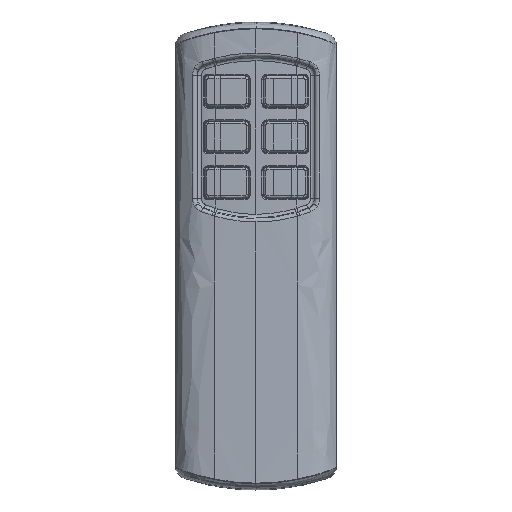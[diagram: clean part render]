
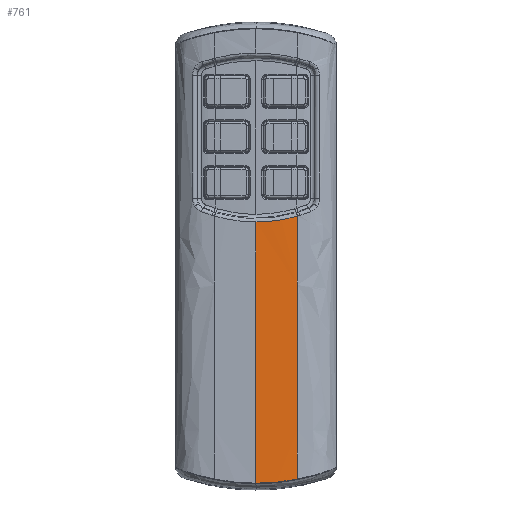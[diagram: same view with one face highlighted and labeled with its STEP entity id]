
A CAD part, top view. The second image highlights one B-rep face of the part: STEP entity #761.
In plain terms, the highlighted cylindrical face has radius 183.645 mm (diameter 367.29 mm), a partial arc.
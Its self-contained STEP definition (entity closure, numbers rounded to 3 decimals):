
#367 = EDGE_LOOP ( 'NONE', ( #25209, #25210, #25211, #25212, #25207, #25206, #25205 ) ) ;
#761 = ADVANCED_FACE ( 'NONE', ( #20425 ), #20423, .T. ) ;
#2604 = DIRECTION ( 'NONE',  ( 0., 0., 1. ) ) ;
#2605 = DIRECTION ( 'NONE',  ( 0., 1., 0. ) ) ;
#2629 = CARTESIAN_POINT ( 'NONE',  ( 0., 70., -176.762 ) ) ;
#2908 = CARTESIAN_POINT ( 'NONE',  ( 11.307, -61.095, 6.535 ) ) ;
#3099 = CARTESIAN_POINT ( 'NONE',  ( 0., -62.185, 6.884 ) ) ;
#3188 = CARTESIAN_POINT ( 'NONE',  ( 0., 9.25, 6.884 ) ) ;
#3273 = CARTESIAN_POINT ( 'NONE',  ( 11.308, -1.713, 6.535 ) ) ;
#3285 = CARTESIAN_POINT ( 'NONE',  ( 11.308, 4.574, 6.535 ) ) ;
#3286 = CARTESIAN_POINT ( 'NONE',  ( 11.307, -56.597, 6.535 ) ) ;
#3289 = CARTESIAN_POINT ( 'NONE',  ( 11.308, -8., 6.535 ) ) ;
#3290 = CARTESIAN_POINT ( 'NONE',  ( 11.309, 10.861, 6.535 ) ) ;
#3291 = CARTESIAN_POINT ( 'NONE',  ( 11.307, -61.095, 6.535 ) ) ;
#3293 = CARTESIAN_POINT ( 'NONE',  ( 11.308, -52.098, 6.535 ) ) ;
#3294 = CARTESIAN_POINT ( 'NONE',  ( 11.308, -47.6, 6.535 ) ) ;
#4428 = CARTESIAN_POINT ( 'NONE',  ( 0., -62.185, 6.884 ) ) ;
#4430 = CARTESIAN_POINT ( 'NONE',  ( 0.001, -62.185, 6.884 ) ) ;
#4453 = CARTESIAN_POINT ( 'NONE',  ( 0.003, -62.185, 6.884 ) ) ;
#4515 = B_SPLINE_CURVE_WITH_KNOTS ( 'NONE', 3,
 ( #4428, #4430, #4453, #5104 ),
 .UNSPECIFIED., .F., .F.,
 ( 4, 4 ),
 ( 1., 1. ),
 .UNSPECIFIED. ) ;
#4646 = B_SPLINE_CURVE_WITH_KNOTS ( 'NONE', 3,
 ( #7488, #7491, #7543, #7545, #7547, #7548, #7549, #7550, #7551, #7553, #7555, #7557, #7559, #7561, #7563, #7565, #7567, #7569, #7571 ),
 .UNSPECIFIED., .F., .F.,
 ( 4, 1, 1, 1, 2, 2, 2, 2, 2, 2, 4 ),
 ( 0., 0.25, 0.375, 0.437, 0.469, 0.5, 0.625, 0.75, 0.812, 0.875, 1. ),
 .UNSPECIFIED. ) ;
#4660 = B_SPLINE_CURVE_WITH_KNOTS ( 'NONE', 3,
 ( #8150, #8149, #8160, #8161, #8162, #8163, #8164, #8165, #8166, #8167, #8168, #8169, #8170, #8171, #8172, #8173, #8174, #8175, #8176, #8177, #8178, #8179, #8180 ),
 .UNSPECIFIED., .F., .F.,
 ( 4, 1, 1, 1, 1, 1, 1, 2, 2, 1, 1, 1, 1, 1, 2, 2, 4 ),
 ( 0., 0.127, 0.191, 0.222, 0.238, 0.246, 0.248, 0.249, 0.25, 0.254, 0.381, 0.445, 0.476, 0.492, 0.496, 0.5, 0.508 ),
 .UNSPECIFIED. ) ;
#5104 = CARTESIAN_POINT ( 'NONE',  ( 0.004, -62.185, 6.884 ) ) ;
#5992 = CARTESIAN_POINT ( 'NONE',  ( 11.308, 3.394, 6.535 ) ) ;
#5995 = DIRECTION ( 'NONE',  ( 0., -1., 0. ) ) ;
#7488 = CARTESIAN_POINT ( 'NONE',  ( 0.004, -62.185, 6.884 ) ) ;
#7491 = CARTESIAN_POINT ( 'NONE',  ( 0.955, -62.187, 6.884 ) ) ;
#7543 = CARTESIAN_POINT ( 'NONE',  ( 2.378, -62.154, 6.872 ) ) ;
#7545 = CARTESIAN_POINT ( 'NONE',  ( 4.034, -62.055, 6.84 ) ) ;
#7547 = CARTESIAN_POINT ( 'NONE',  ( 4.86, -61.991, 6.82 ) ) ;
#7548 = CARTESIAN_POINT ( 'NONE',  ( 5.214, -61.96, 6.81 ) ) ;
#7549 = CARTESIAN_POINT ( 'NONE',  ( 5.45, -61.938, 6.803 ) ) ;
#7550 = CARTESIAN_POINT ( 'NONE',  ( 5.569, -61.927, 6.799 ) ) ;
#7551 = CARTESIAN_POINT ( 'NONE',  ( 6.149, -61.871, 6.781 ) ) ;
#7553 = CARTESIAN_POINT ( 'NONE',  ( 6.617, -61.82, 6.765 ) ) ;
#7555 = CARTESIAN_POINT ( 'NONE',  ( 7.557, -61.706, 6.729 ) ) ;
#7557 = CARTESIAN_POINT ( 'NONE',  ( 8.028, -61.643, 6.709 ) ) ;
#7559 = CARTESIAN_POINT ( 'NONE',  ( 8.746, -61.539, 6.675 ) ) ;
#7561 = CARTESIAN_POINT ( 'NONE',  ( 8.982, -61.503, 6.664 ) ) ;
#7563 = CARTESIAN_POINT ( 'NONE',  ( 9.448, -61.43, 6.641 ) ) ;
#7565 = CARTESIAN_POINT ( 'NONE',  ( 9.676, -61.393, 6.629 ) ) ;
#7567 = CARTESIAN_POINT ( 'NONE',  ( 10.363, -61.276, 6.592 ) ) ;
#7569 = CARTESIAN_POINT ( 'NONE',  ( 10.83, -61.189, 6.565 ) ) ;
#7571 = CARTESIAN_POINT ( 'NONE',  ( 11.307, -61.095, 6.535 ) ) ;
#8024 = CARTESIAN_POINT ( 'NONE',  ( 0., 70., 6.884 ) ) ;
#8027 = DIRECTION ( 'NONE',  ( 0., 1., 0. ) ) ;
#8149 = CARTESIAN_POINT ( 'NONE',  ( 10.512, 10.629, 6.584 ) ) ;
#8150 = CARTESIAN_POINT ( 'NONE',  ( 11.309, 10.861, 6.535 ) ) ;
#8160 = CARTESIAN_POINT ( 'NONE',  ( 9.309, 10.319, 6.651 ) ) ;
#8161 = CARTESIAN_POINT ( 'NONE',  ( 7.891, 10.022, 6.715 ) ) ;
#8162 = CARTESIAN_POINT ( 'NONE',  ( 7.178, 9.89, 6.743 ) ) ;
#8163 = CARTESIAN_POINT ( 'NONE',  ( 6.821, 9.828, 6.757 ) ) ;
#8164 = CARTESIAN_POINT ( 'NONE',  ( 6.655, 9.801, 6.763 ) ) ;
#8165 = CARTESIAN_POINT ( 'NONE',  ( 6.584, 9.789, 6.766 ) ) ;
#8166 = CARTESIAN_POINT ( 'NONE',  ( 6.565, 9.786, 6.766 ) ) ;
#8167 = CARTESIAN_POINT ( 'NONE',  ( 6.552, 9.784, 6.767 ) ) ;
#8168 = CARTESIAN_POINT ( 'NONE',  ( 6.547, 9.783, 6.767 ) ) ;
#8169 = CARTESIAN_POINT ( 'NONE',  ( 6.506, 9.776, 6.768 ) ) ;
#8170 = CARTESIAN_POINT ( 'NONE',  ( 5.409, 9.598, 6.807 ) ) ;
#8171 = CARTESIAN_POINT ( 'NONE',  ( 3.774, 9.401, 6.85 ) ) ;
#8172 = CARTESIAN_POINT ( 'NONE',  ( 1.896, 9.288, 6.875 ) ) ;
#8173 = CARTESIAN_POINT ( 'NONE',  ( 0.955, 9.26, 6.881 ) ) ;
#8174 = CARTESIAN_POINT ( 'NONE',  ( 0.517, 9.253, 6.883 ) ) ;
#8175 = CARTESIAN_POINT ( 'NONE',  ( 0.349, 9.252, 6.883 ) ) ;
#8176 = CARTESIAN_POINT ( 'NONE',  ( 0.282, 9.251, 6.883 ) ) ;
#8177 = CARTESIAN_POINT ( 'NONE',  ( 0.25, 9.251, 6.883 ) ) ;
#8178 = CARTESIAN_POINT ( 'NONE',  ( 0.143, 9.25, 6.884 ) ) ;
#8179 = CARTESIAN_POINT ( 'NONE',  ( 0.07, 9.25, 6.884 ) ) ;
#8180 = CARTESIAN_POINT ( 'NONE',  ( 0., 9.25, 6.884 ) ) ;
#11351 = B_SPLINE_CURVE_WITH_KNOTS ( 'NONE', 3,
 ( #3289, #3273, #3285, #3290 ),
 .UNSPECIFIED., .F., .F.,
 ( 4, 4 ),
 ( 0., 1.461 ),
 .UNSPECIFIED. ) ;
#11352 = B_SPLINE_CURVE_WITH_KNOTS ( 'NONE', 3,
 ( #3291, #3286, #3293, #3294 ),
 .UNSPECIFIED., .F., .F.,
 ( 4, 4 ),
 ( 0., 1. ),
 .UNSPECIFIED. ) ;
#12849 = VERTEX_POINT ( 'NONE', #2908 ) ;
#13573 = CARTESIAN_POINT ( 'NONE',  ( 11.308, -8., 6.535 ) ) ;
#14843 = LINE ( 'NONE', #8024, #14849 ) ;
#14849 = VECTOR ( 'NONE', #8027, 1000. ) ;
#16316 = VERTEX_POINT ( 'NONE', #3099 ) ;
#16566 = VERTEX_POINT ( 'NONE', #3188 ) ;
#19349 = CARTESIAN_POINT ( 'NONE',  ( 11.308, -47.6, 6.535 ) ) ;
#19383 = CARTESIAN_POINT ( 'NONE',  ( 11.309, 10.861, 6.535 ) ) ;
#19421 = CARTESIAN_POINT ( 'NONE',  ( 0.004, -62.185, 6.884 ) ) ;
#19904 = EDGE_CURVE ( 'NONE', #23893, #26716, #11351, .T. ) ;
#19905 = EDGE_CURVE ( 'NONE', #12849, #26680, #11352, .T. ) ;
#20066 = EDGE_CURVE ( 'NONE', #16316, #26846, #4515, .T. ) ;
#20218 = EDGE_CURVE ( 'NONE', #23893, #26680, #26309, .T. ) ;
#20291 = EDGE_CURVE ( 'NONE', #26846, #12849, #4646, .T. ) ;
#20308 = EDGE_CURVE ( 'NONE', #26716, #16566, #4660, .T. ) ;
#20423 = CYLINDRICAL_SURFACE ( 'NONE', #22783, 183.645 ) ;
#20425 = FACE_OUTER_BOUND ( 'NONE', #367, .T. ) ;
#22783 = AXIS2_PLACEMENT_3D ( 'NONE', #2629, #2605, #2604 ) ;
#23893 = VERTEX_POINT ( 'NONE', #13573 ) ;
#24786 = EDGE_CURVE ( 'NONE', #16316, #16566, #14843, .T. ) ;
#25205 = ORIENTED_EDGE ( 'NONE', *, *, #20308, .T. ) ;
#25206 = ORIENTED_EDGE ( 'NONE', *, *, #19904, .T. ) ;
#25207 = ORIENTED_EDGE ( 'NONE', *, *, #20218, .F. ) ;
#25209 = ORIENTED_EDGE ( 'NONE', *, *, #24786, .F. ) ;
#25210 = ORIENTED_EDGE ( 'NONE', *, *, #20066, .T. ) ;
#25211 = ORIENTED_EDGE ( 'NONE', *, *, #20291, .T. ) ;
#25212 = ORIENTED_EDGE ( 'NONE', *, *, #19905, .T. ) ;
#26309 = LINE ( 'NONE', #5992, #26333 ) ;
#26333 = VECTOR ( 'NONE', #5995, 1000. ) ;
#26680 = VERTEX_POINT ( 'NONE', #19349 ) ;
#26716 = VERTEX_POINT ( 'NONE', #19383 ) ;
#26846 = VERTEX_POINT ( 'NONE', #19421 ) ;
